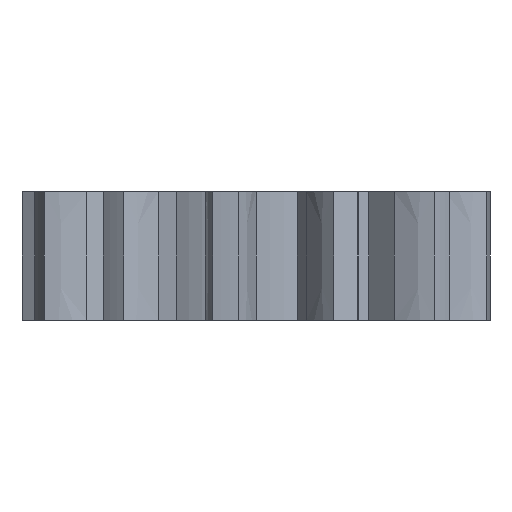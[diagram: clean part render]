
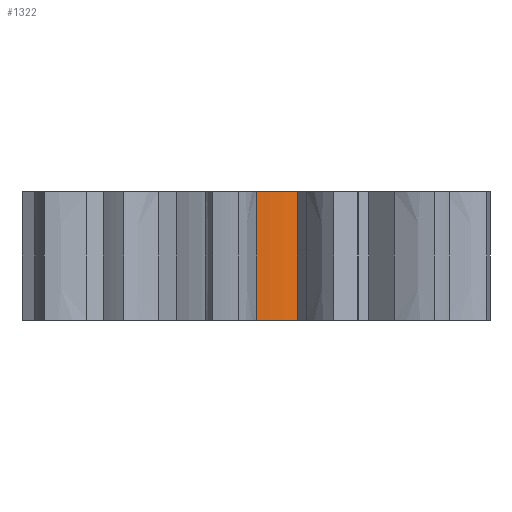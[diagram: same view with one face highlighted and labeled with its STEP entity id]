
A CAD part, left-side view. The second image highlights one B-rep face of the part: STEP entity #1322.
In plain terms, the highlighted cylindrical face has radius 6.187 mm (diameter 12.374 mm), a partial arc.
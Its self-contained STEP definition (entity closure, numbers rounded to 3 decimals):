
#55=DIRECTION('',(0.,0.,1.));
#56=VECTOR('',#55,5.);
#57=CARTESIAN_POINT('',(-5.976,-1.601,0.));
#58=LINE('',#57,#56);
#59=CARTESIAN_POINT('',(0.,0.,0.));
#60=DIRECTION('',(0.,0.,-1.));
#61=DIRECTION('',(-0.966,-0.259,0.));
#62=AXIS2_PLACEMENT_3D('',#59,#60,#61);
#64=DIRECTION('',(0.,0.,1.));
#65=VECTOR('',#64,5.);
#66=CARTESIAN_POINT('',(-6.187,0.,0.));
#67=LINE('',#66,#65);
#68=CARTESIAN_POINT('',(0.,0.,5.));
#69=DIRECTION('',(0.,0.,1.));
#70=DIRECTION('',(-1.,0.,0.));
#71=AXIS2_PLACEMENT_3D('',#68,#69,#70);
#1099=CARTESIAN_POINT('',(-6.187,0.,0.));
#1100=CARTESIAN_POINT('',(-6.187,0.,5.));
#1101=VERTEX_POINT('',#1099);
#1102=VERTEX_POINT('',#1100);
#1121=CARTESIAN_POINT('',(-5.976,-1.601,0.));
#1122=CARTESIAN_POINT('',(-5.976,-1.601,5.));
#1123=VERTEX_POINT('',#1121);
#1124=VERTEX_POINT('',#1122);
#1307=CARTESIAN_POINT('',(0.,0.,0.));
#1308=DIRECTION('',(0.,0.,1.));
#1309=DIRECTION('',(1.,0.,0.));
#1310=AXIS2_PLACEMENT_3D('',#1307,#1308,#1309);
#1311=CYLINDRICAL_SURFACE('',#1310,6.187);
#1313=ORIENTED_EDGE('',*,*,#1312,.F.);
#1315=ORIENTED_EDGE('',*,*,#1314,.T.);
#1317=ORIENTED_EDGE('',*,*,#1316,.T.);
#1319=ORIENTED_EDGE('',*,*,#1318,.T.);
#1320=EDGE_LOOP('',(#1313,#1315,#1317,#1319));
#1321=FACE_OUTER_BOUND('',#1320,.F.);
#1322=ADVANCED_FACE('',(#1321),#1311,.T.);
#63=CIRCLE('',#62,6.187);
#72=CIRCLE('',#71,6.187);
#1312=EDGE_CURVE('',#1123,#1124,#58,.T.);
#1314=EDGE_CURVE('',#1123,#1101,#63,.T.);
#1316=EDGE_CURVE('',#1101,#1102,#67,.T.);
#1318=EDGE_CURVE('',#1102,#1124,#72,.T.);
